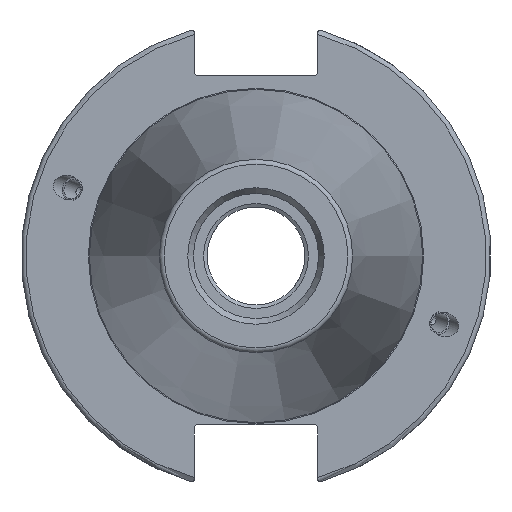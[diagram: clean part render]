
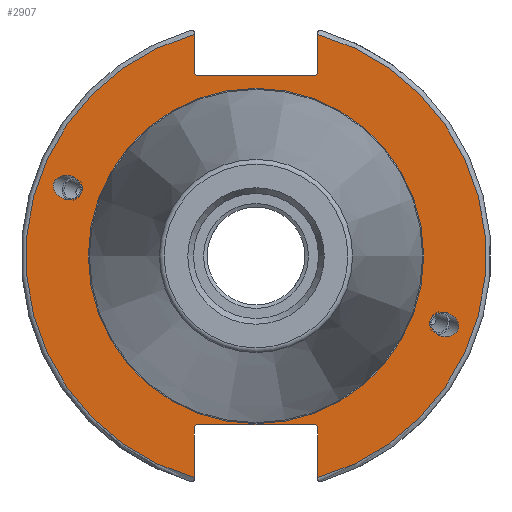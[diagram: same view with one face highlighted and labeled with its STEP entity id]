
A CAD part, left-side view. The second image highlights one B-rep face of the part: STEP entity #2907.
In plain terms, the highlighted planar face has unit normal (-1, 0, 0).
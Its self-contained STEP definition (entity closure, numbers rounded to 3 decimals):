
#139=ELLIPSE('',#3164,3.052,2.5);
#140=ELLIPSE('',#3198,3.052,2.5);
#321=FACE_BOUND('',#631,.T.);
#322=FACE_BOUND('',#632,.T.);
#323=FACE_BOUND('',#633,.T.);
#345=PLANE('',#3208);
#446=FACE_OUTER_BOUND('',#630,.T.);
#630=EDGE_LOOP('',(#2188,#2189,#2190,#2191,#2192,#2193,#2194,#2195,#2196,
#2197,#2198,#2199));
#631=EDGE_LOOP('',(#2200));
#632=EDGE_LOOP('',(#2201));
#633=EDGE_LOOP('',(#2202));
#815=LINE('',#4845,#990);
#816=LINE('',#4847,#991);
#817=LINE('',#4849,#992);
#818=LINE('',#4851,#993);
#819=LINE('',#4853,#994);
#820=LINE('',#4857,#995);
#821=LINE('',#4859,#996);
#822=LINE('',#4861,#997);
#823=LINE('',#4863,#998);
#824=LINE('',#4864,#999);
#990=VECTOR('',#3663,10.);
#991=VECTOR('',#3664,10.);
#992=VECTOR('',#3665,10.);
#993=VECTOR('',#3666,10.);
#994=VECTOR('',#3667,10.);
#995=VECTOR('',#3670,10.);
#996=VECTOR('',#3671,10.);
#997=VECTOR('',#3672,10.);
#998=VECTOR('',#3673,10.);
#999=VECTOR('',#3674,10.);
#1173=CIRCLE('',#3206,35.125);
#1175=CIRCLE('',#3209,48.213);
#1176=CIRCLE('',#3210,48.213);
#1313=VERTEX_POINT('',#4562);
#1351=VERTEX_POINT('',#4821);
#1356=VERTEX_POINT('',#4836);
#1357=VERTEX_POINT('',#4841);
#1358=VERTEX_POINT('',#4842);
#1359=VERTEX_POINT('',#4844);
#1360=VERTEX_POINT('',#4846);
#1361=VERTEX_POINT('',#4848);
#1362=VERTEX_POINT('',#4850);
#1363=VERTEX_POINT('',#4852);
#1364=VERTEX_POINT('',#4854);
#1365=VERTEX_POINT('',#4856);
#1366=VERTEX_POINT('',#4858);
#1367=VERTEX_POINT('',#4860);
#1368=VERTEX_POINT('',#4862);
#1610=EDGE_CURVE('',#1313,#1313,#139,.T.);
#1661=EDGE_CURVE('',#1351,#1351,#140,.T.);
#1668=EDGE_CURVE('',#1356,#1356,#1173,.T.);
#1670=EDGE_CURVE('',#1357,#1358,#1175,.T.);
#1671=EDGE_CURVE('',#1357,#1359,#815,.T.);
#1672=EDGE_CURVE('',#1360,#1359,#816,.T.);
#1673=EDGE_CURVE('',#1360,#1361,#817,.T.);
#1674=EDGE_CURVE('',#1362,#1361,#818,.T.);
#1675=EDGE_CURVE('',#1362,#1363,#819,.T.);
#1676=EDGE_CURVE('',#1364,#1363,#1176,.T.);
#1677=EDGE_CURVE('',#1364,#1365,#820,.T.);
#1678=EDGE_CURVE('',#1366,#1365,#821,.T.);
#1679=EDGE_CURVE('',#1366,#1367,#822,.T.);
#1680=EDGE_CURVE('',#1368,#1367,#823,.T.);
#1681=EDGE_CURVE('',#1368,#1358,#824,.T.);
#2188=ORIENTED_EDGE('',*,*,#1670,.F.);
#2189=ORIENTED_EDGE('',*,*,#1671,.T.);
#2190=ORIENTED_EDGE('',*,*,#1672,.F.);
#2191=ORIENTED_EDGE('',*,*,#1673,.T.);
#2192=ORIENTED_EDGE('',*,*,#1674,.F.);
#2193=ORIENTED_EDGE('',*,*,#1675,.T.);
#2194=ORIENTED_EDGE('',*,*,#1676,.F.);
#2195=ORIENTED_EDGE('',*,*,#1677,.T.);
#2196=ORIENTED_EDGE('',*,*,#1678,.F.);
#2197=ORIENTED_EDGE('',*,*,#1679,.T.);
#2198=ORIENTED_EDGE('',*,*,#1680,.F.);
#2199=ORIENTED_EDGE('',*,*,#1681,.T.);
#2200=ORIENTED_EDGE('',*,*,#1610,.T.);
#2201=ORIENTED_EDGE('',*,*,#1661,.T.);
#2202=ORIENTED_EDGE('',*,*,#1668,.F.);
#2907=ADVANCED_FACE('',(#446,#321,#322,#323),#345,.T.);
#3164=AXIS2_PLACEMENT_3D('',#4564,#3553,#3554);
#3198=AXIS2_PLACEMENT_3D('',#4823,#3637,#3638);
#3206=AXIS2_PLACEMENT_3D('',#4838,#3655,#3656);
#3208=AXIS2_PLACEMENT_3D('',#4840,#3659,#3660);
#3209=AXIS2_PLACEMENT_3D('',#4843,#3661,#3662);
#3210=AXIS2_PLACEMENT_3D('',#4855,#3668,#3669);
#3553=DIRECTION('center_axis',(1.,0.,0.));
#3554=DIRECTION('ref_axis',(0.,-0.94,-0.342));
#3637=DIRECTION('center_axis',(1.,0.,0.));
#3638=DIRECTION('ref_axis',(0.,0.94,0.342));
#3655=DIRECTION('center_axis',(-1.,0.,0.));
#3656=DIRECTION('ref_axis',(0.,-1.,0.));
#3659=DIRECTION('center_axis',(-1.,0.,0.));
#3660=DIRECTION('ref_axis',(0.,0.,1.));
#3661=DIRECTION('center_axis',(1.,0.,0.));
#3662=DIRECTION('ref_axis',(0.,-1.,0.));
#3663=DIRECTION('',(0.,0.,-1.));
#3664=DIRECTION('',(0.,-0.707,0.707));
#3665=DIRECTION('',(0.,1.,0.));
#3666=DIRECTION('',(0.,-0.707,-0.707));
#3667=DIRECTION('',(0.,0.,1.));
#3668=DIRECTION('center_axis',(1.,0.,0.));
#3669=DIRECTION('ref_axis',(0.,1.,0.));
#3670=DIRECTION('',(0.,0.,1.));
#3671=DIRECTION('',(0.,0.707,-0.707));
#3672=DIRECTION('',(0.,-1.,0.));
#3673=DIRECTION('',(0.,0.707,0.707));
#3674=DIRECTION('',(0.,0.,-1.));
#4562=CARTESIAN_POINT('',(3.175,-36.599,-13.321));
#4564=CARTESIAN_POINT('Origin',(3.175,-39.467,-14.365));
#4821=CARTESIAN_POINT('',(3.175,36.599,13.321));
#4823=CARTESIAN_POINT('Origin',(3.175,39.467,14.365));
#4836=CARTESIAN_POINT('',(3.175,0.,35.125));
#4838=CARTESIAN_POINT('Origin',(3.175,0.,0.));
#4840=CARTESIAN_POINT('Origin',(3.175,49.213,0.));
#4841=CARTESIAN_POINT('',(3.175,-12.95,46.441));
#4842=CARTESIAN_POINT('',(3.175,-12.95,-46.441));
#4843=CARTESIAN_POINT('Origin',(3.175,0.,0.));
#4844=CARTESIAN_POINT('',(3.175,-12.95,38.219));
#4845=CARTESIAN_POINT('',(3.175,-12.95,18.86));
#4846=CARTESIAN_POINT('',(3.175,-12.45,37.719));
#4847=CARTESIAN_POINT('',(3.175,12.27,12.999));
#4848=CARTESIAN_POINT('',(3.175,12.45,37.719));
#4849=CARTESIAN_POINT('',(3.175,24.606,37.719));
#4850=CARTESIAN_POINT('',(3.175,12.95,38.219));
#4851=CARTESIAN_POINT('',(3.175,12.336,37.605));
#4852=CARTESIAN_POINT('',(3.175,12.95,46.441));
#4853=CARTESIAN_POINT('',(3.175,12.95,18.86));
#4854=CARTESIAN_POINT('',(3.175,12.95,-46.441));
#4855=CARTESIAN_POINT('Origin',(3.175,0.,0.));
#4856=CARTESIAN_POINT('',(3.175,12.95,-35.806));
#4857=CARTESIAN_POINT('',(3.175,12.95,-17.653));
#4858=CARTESIAN_POINT('',(3.175,12.45,-35.306));
#4859=CARTESIAN_POINT('',(3.175,12.939,-35.795));
#4860=CARTESIAN_POINT('',(3.175,-12.45,-35.306));
#4861=CARTESIAN_POINT('',(3.175,24.606,-35.306));
#4862=CARTESIAN_POINT('',(3.175,-12.95,-35.806));
#4863=CARTESIAN_POINT('',(3.175,11.667,-11.189));
#4864=CARTESIAN_POINT('',(3.175,-12.95,-17.653));
